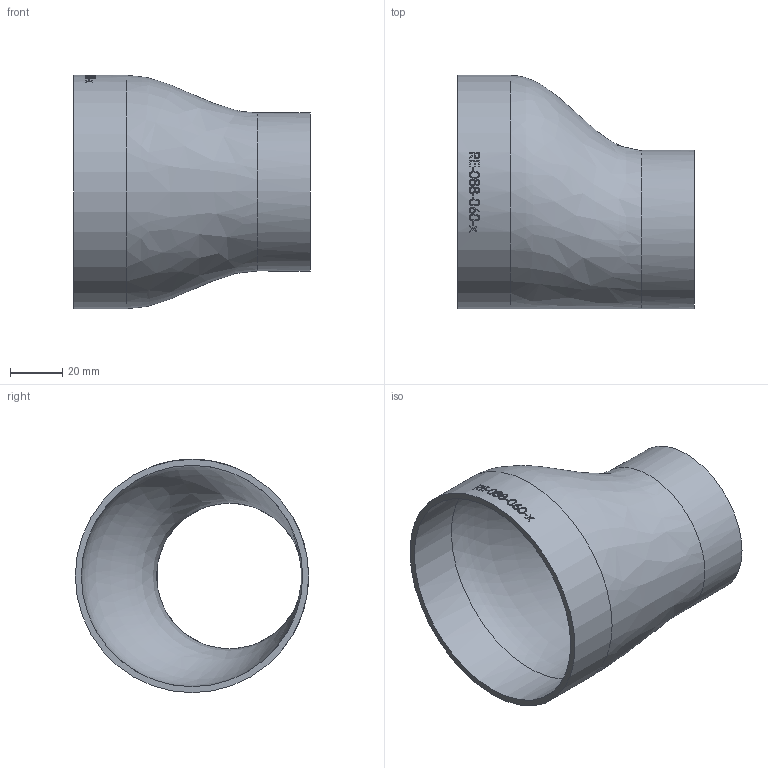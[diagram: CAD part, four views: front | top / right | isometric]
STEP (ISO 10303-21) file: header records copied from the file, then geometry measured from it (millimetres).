
FILE_DESCRIPTION (( 'STEP AP214' ), '1' );
FILE_NAME ('RE-088-060-x Reduzierung Exzenter 88,9x60,3x2,3x2,0 BL90 2101.STEP', '2021-01-02T11:23:55', ( '' ), ( '' ), 'SwSTEP 2.0', 'SolidWorks 2019', '' );
FILE_SCHEMA (( 'AUTOMOTIVE_DESIGN' ));
Length unit declared in the file: millimetre
Products named in the file (1): RE-088-060-x Reduzierung Exzenter 88,9x60,3x2,3x2,0 BL90 2101
Bounding box: 90 x 88.9 x 88.9 mm (x, y, z)
Volume: 48848 mm3; surface area: 43436.4 mm2
Topology: 1 solids, 1 shells, 156 faces, 401 edges, 267 vertices
Faces by surface type: bspline 91, plane 38, cylinder 26, cone 1
Full cylindrical faces by diameter (mm): 55.7 x1, 60.3 x1, 84.3 x1, 88.9 x1
Entity records: 21607 total; most frequent: CARTESIAN_POINT 17130, ORIENTED_EDGE 768, EDGE_CURVE 384, DIRECTION 285, B_SPLINE_CURVE_WITH_KNOTS 277, VERTEX_POINT 259, EDGE_LOOP 185, FACE_OUTER_BOUND 161
